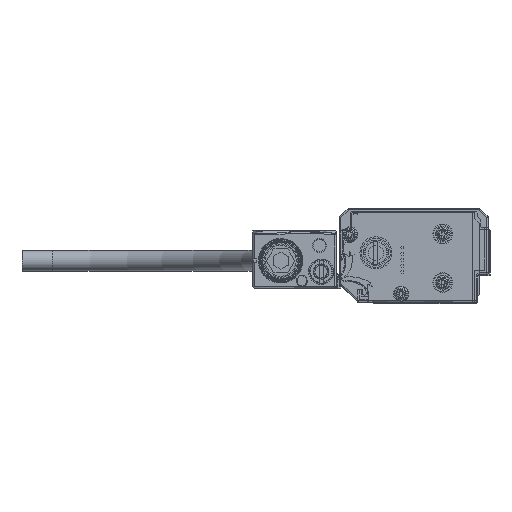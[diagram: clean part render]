
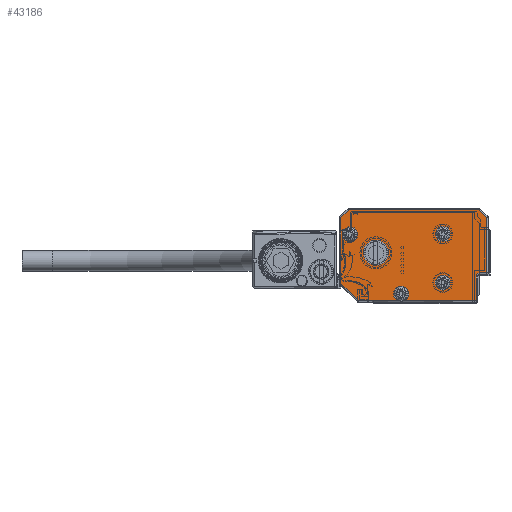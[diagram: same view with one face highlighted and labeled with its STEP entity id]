
A CAD part, left-side view. The second image highlights one B-rep face of the part: STEP entity #43186.
In plain terms, the highlighted planar face has unit normal (-1, 0, 0).
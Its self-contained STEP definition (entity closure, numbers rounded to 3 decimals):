
#42971=AXIS2_PLACEMENT_3D('Circle Axis2P3D',#42969,#42970,$) ;
#42999=AXIS2_PLACEMENT_3D('Circle Axis2P3D',#42997,#42998,$) ;
#43014=AXIS2_PLACEMENT_3D('Plane Axis2P3D',#43011,#43012,#43013) ;
#43018=AXIS2_PLACEMENT_3D('Circle Axis2P3D',#43016,#43017,$) ;
#43025=AXIS2_PLACEMENT_3D('Circle Axis2P3D',#43023,#43024,$) ;
#43032=AXIS2_PLACEMENT_3D('Circle Axis2P3D',#43030,#43031,$) ;
#43044=AXIS2_PLACEMENT_3D('Circle Axis2P3D',#43042,#43043,$) ;
#43116=AXIS2_PLACEMENT_3D('Circle Axis2P3D',#43114,#43115,$) ;
#43125=AXIS2_PLACEMENT_3D('Circle Axis2P3D',#43123,#43124,$) ;
#43134=AXIS2_PLACEMENT_3D('Circle Axis2P3D',#43132,#43133,$) ;
#43143=AXIS2_PLACEMENT_3D('Circle Axis2P3D',#43141,#43142,$) ;
#43152=AXIS2_PLACEMENT_3D('Circle Axis2P3D',#43150,#43151,$) ;
#43161=AXIS2_PLACEMENT_3D('Circle Axis2P3D',#43159,#43160,$) ;
#43170=AXIS2_PLACEMENT_3D('Circle Axis2P3D',#43168,#43169,$) ;
#43179=AXIS2_PLACEMENT_3D('Circle Axis2P3D',#43177,#43178,$) ;
#36430=CARTESIAN_POINT('Vertex',(-1473.,8.4,-1.)) ;
#36432=CARTESIAN_POINT('Vertex',(-1473.,7.,-1.)) ;
#36435=CARTESIAN_POINT('Line Origine',(-1473.,3.5,-1.)) ;
#36439=CARTESIAN_POINT('Vertex',(-1473.,21.793,-1.)) ;
#36451=CARTESIAN_POINT('Vertex',(-1473.,-17.,-1.)) ;
#36454=CARTESIAN_POINT('Line Origine',(-1473.,3.5,-1.)) ;
#42969=CARTESIAN_POINT('Axis2P3D Location',(-1473.,7.7,1.4)) ;
#42973=CARTESIAN_POINT('Vertex',(-1473.,5.2,1.4)) ;
#42994=CARTESIAN_POINT('Vertex',(-1473.,9.894,0.201)) ;
#42997=CARTESIAN_POINT('Axis2P3D Location',(-1473.,7.7,1.4)) ;
#43011=CARTESIAN_POINT('Axis2P3D Location',(-1473.,-21.5,13.5)) ;
#43016=CARTESIAN_POINT('Axis2P3D Location',(-1473.,7.7,1.4)) ;
#43020=CARTESIAN_POINT('Vertex',(-1473.,10.2,1.4)) ;
#43023=CARTESIAN_POINT('Axis2P3D Location',(-1473.,7.7,1.4)) ;
#43027=CARTESIAN_POINT('Vertex',(-1473.,5.506,2.599)) ;
#43030=CARTESIAN_POINT('Axis2P3D Location',(-1473.,7.7,1.4)) ;
#43035=CARTESIAN_POINT('Line Origine',(-1473.,-17.,3.1)) ;
#43039=CARTESIAN_POINT('Vertex',(-1473.,-17.,7.2)) ;
#43042=CARTESIAN_POINT('Axis2P3D Location',(-1473.,-18.,7.2)) ;
#43046=CARTESIAN_POINT('Vertex',(-1473.,-18.,8.2)) ;
#43049=CARTESIAN_POINT('Line Origine',(-1473.,-19.25,8.2)) ;
#43053=CARTESIAN_POINT('Vertex',(-1473.,-20.5,8.2)) ;
#43056=CARTESIAN_POINT('Line Origine',(-1473.,-20.5,17.246)) ;
#43060=CARTESIAN_POINT('Vertex',(-1473.,-20.5,26.293)) ;
#43063=CARTESIAN_POINT('Line Origine',(-1473.,-19.146,27.646)) ;
#43067=CARTESIAN_POINT('Vertex',(-1473.,-17.793,29.)) ;
#43070=CARTESIAN_POINT('Line Origine',(-1473.,3.5,29.)) ;
#43074=CARTESIAN_POINT('Vertex',(-1473.,24.793,29.)) ;
#43077=CARTESIAN_POINT('Line Origine',(-1473.,26.146,27.646)) ;
#43081=CARTESIAN_POINT('Vertex',(-1473.,27.5,26.293)) ;
#43084=CARTESIAN_POINT('Line Origine',(-1473.,27.5,15.5)) ;
#43088=CARTESIAN_POINT('Vertex',(-1473.,27.5,4.707)) ;
#43091=CARTESIAN_POINT('Line Origine',(-1473.,24.646,1.854)) ;
#43114=CARTESIAN_POINT('Axis2P3D Location',(-1473.,-6.,5.)) ;
#43118=CARTESIAN_POINT('Vertex',(-1473.,-3.806,3.801)) ;
#43120=CARTESIAN_POINT('Vertex',(-1473.,-8.194,6.199)) ;
#43123=CARTESIAN_POINT('Axis2P3D Location',(-1473.,-6.,5.)) ;
#43132=CARTESIAN_POINT('Axis2P3D Location',(-1473.,16.,14.8)) ;
#43136=CARTESIAN_POINT('Vertex',(-1473.,11.85,14.8)) ;
#43138=CARTESIAN_POINT('Vertex',(-1473.,20.15,14.8)) ;
#43141=CARTESIAN_POINT('Axis2P3D Location',(-1473.,16.,14.8)) ;
#43150=CARTESIAN_POINT('Axis2P3D Location',(-1473.,-6.,21.)) ;
#43154=CARTESIAN_POINT('Vertex',(-1473.,-8.194,22.199)) ;
#43156=CARTESIAN_POINT('Vertex',(-1473.,-3.806,19.801)) ;
#43159=CARTESIAN_POINT('Axis2P3D Location',(-1473.,-6.,21.)) ;
#43168=CARTESIAN_POINT('Axis2P3D Location',(-1473.,24.5,20.9)) ;
#43172=CARTESIAN_POINT('Vertex',(-1473.,22.306,22.099)) ;
#43174=CARTESIAN_POINT('Vertex',(-1473.,26.694,19.701)) ;
#43177=CARTESIAN_POINT('Axis2P3D Location',(-1473.,24.5,20.9)) ;
#36436=DIRECTION('Vector Direction',(0.,1.,0.)) ;
#36455=DIRECTION('Vector Direction',(0.,1.,0.)) ;
#42970=DIRECTION('Axis2P3D Direction',(-1.,0.,0.)) ;
#42998=DIRECTION('Axis2P3D Direction',(-1.,0.,0.)) ;
#43012=DIRECTION('Axis2P3D Direction',(1.,0.,0.)) ;
#43013=DIRECTION('Axis2P3D XDirection',(0.,1.,0.)) ;
#43017=DIRECTION('Axis2P3D Direction',(1.,0.,0.)) ;
#43024=DIRECTION('Axis2P3D Direction',(1.,0.,0.)) ;
#43031=DIRECTION('Axis2P3D Direction',(1.,0.,0.)) ;
#43036=DIRECTION('Vector Direction',(0.,0.,1.)) ;
#43043=DIRECTION('Axis2P3D Direction',(1.,0.,0.)) ;
#43050=DIRECTION('Vector Direction',(0.,-1.,0.)) ;
#43057=DIRECTION('Vector Direction',(0.,0.,1.)) ;
#43064=DIRECTION('Vector Direction',(0.,-0.707,-0.707)) ;
#43071=DIRECTION('Vector Direction',(0.,1.,0.)) ;
#43078=DIRECTION('Vector Direction',(0.,0.707,-0.707)) ;
#43085=DIRECTION('Vector Direction',(0.,0.,-1.)) ;
#43092=DIRECTION('Vector Direction',(0.,-0.707,-0.707)) ;
#43115=DIRECTION('Axis2P3D Direction',(1.,0.,0.)) ;
#43124=DIRECTION('Axis2P3D Direction',(1.,0.,0.)) ;
#43133=DIRECTION('Axis2P3D Direction',(1.,0.,0.)) ;
#43142=DIRECTION('Axis2P3D Direction',(1.,0.,0.)) ;
#43151=DIRECTION('Axis2P3D Direction',(1.,0.,0.)) ;
#43160=DIRECTION('Axis2P3D Direction',(1.,0.,0.)) ;
#43169=DIRECTION('Axis2P3D Direction',(1.,0.,0.)) ;
#43178=DIRECTION('Axis2P3D Direction',(1.,0.,0.)) ;
#36437=VECTOR('Line Direction',#36436,1.) ;
#36456=VECTOR('Line Direction',#36455,1.) ;
#43037=VECTOR('Line Direction',#43036,1.) ;
#43051=VECTOR('Line Direction',#43050,1.) ;
#43058=VECTOR('Line Direction',#43057,1.) ;
#43065=VECTOR('Line Direction',#43064,1.) ;
#43072=VECTOR('Line Direction',#43071,1.) ;
#43079=VECTOR('Line Direction',#43078,1.) ;
#43086=VECTOR('Line Direction',#43085,1.) ;
#43093=VECTOR('Line Direction',#43092,1.) ;
#43097=ORIENTED_EDGE('',*,*,#43001,.T.) ;
#43098=ORIENTED_EDGE('',*,*,#43022,.T.) ;
#43099=ORIENTED_EDGE('',*,*,#43029,.T.) ;
#43100=ORIENTED_EDGE('',*,*,#43034,.T.) ;
#43101=ORIENTED_EDGE('',*,*,#42975,.T.) ;
#43102=ORIENTED_EDGE('',*,*,#36458,.F.) ;
#43103=ORIENTED_EDGE('',*,*,#43041,.F.) ;
#43104=ORIENTED_EDGE('',*,*,#43048,.F.) ;
#43105=ORIENTED_EDGE('',*,*,#43055,.F.) ;
#43106=ORIENTED_EDGE('',*,*,#43062,.F.) ;
#43107=ORIENTED_EDGE('',*,*,#43069,.F.) ;
#43108=ORIENTED_EDGE('',*,*,#43076,.F.) ;
#43109=ORIENTED_EDGE('',*,*,#43083,.F.) ;
#43110=ORIENTED_EDGE('',*,*,#43090,.F.) ;
#43111=ORIENTED_EDGE('',*,*,#43095,.F.) ;
#43112=ORIENTED_EDGE('',*,*,#36441,.F.) ;
#43129=ORIENTED_EDGE('',*,*,#43122,.T.) ;
#43130=ORIENTED_EDGE('',*,*,#43127,.T.) ;
#43147=ORIENTED_EDGE('',*,*,#43140,.T.) ;
#43148=ORIENTED_EDGE('',*,*,#43145,.T.) ;
#43165=ORIENTED_EDGE('',*,*,#43158,.T.) ;
#43166=ORIENTED_EDGE('',*,*,#43163,.T.) ;
#43183=ORIENTED_EDGE('',*,*,#43176,.T.) ;
#43184=ORIENTED_EDGE('',*,*,#43181,.T.) ;
#43131=FACE_BOUND('',#43128,.T.) ;
#43149=FACE_BOUND('',#43146,.T.) ;
#43167=FACE_BOUND('',#43164,.T.) ;
#43185=FACE_BOUND('',#43182,.T.) ;
#43186=ADVANCED_FACE('\X2\FF8AFF9FFF70FF82\X0\ \X2\FF8EFF9EFF83FF9EFF68FF70\X0\',(#43113,#43131,#43149,#43167,#43185),#43015,.F.) ;
#42972=CIRCLE('generated circle',#42971,2.5) ;
#43000=CIRCLE('generated circle',#42999,2.5) ;
#43019=CIRCLE('generated circle',#43018,2.5) ;
#43026=CIRCLE('generated circle',#43025,2.5) ;
#43033=CIRCLE('generated circle',#43032,2.5) ;
#43045=CIRCLE('generated circle',#43044,1.) ;
#43117=CIRCLE('generated circle',#43116,2.5) ;
#43126=CIRCLE('generated circle',#43125,2.5) ;
#43135=CIRCLE('generated circle',#43134,4.15) ;
#43144=CIRCLE('generated circle',#43143,4.15) ;
#43153=CIRCLE('generated circle',#43152,2.5) ;
#43162=CIRCLE('generated circle',#43161,2.5) ;
#43171=CIRCLE('generated circle',#43170,2.5) ;
#43180=CIRCLE('generated circle',#43179,2.5) ;
#36441=EDGE_CURVE('',#36431,#36440,#36438,.T.) ;
#36458=EDGE_CURVE('',#36452,#36433,#36457,.T.) ;
#42975=EDGE_CURVE('',#42974,#36433,#42972,.F.) ;
#43001=EDGE_CURVE('',#36431,#42995,#43000,.F.) ;
#43022=EDGE_CURVE('',#42995,#43021,#43019,.T.) ;
#43029=EDGE_CURVE('',#43021,#43028,#43026,.T.) ;
#43034=EDGE_CURVE('',#43028,#42974,#43033,.T.) ;
#43041=EDGE_CURVE('',#43040,#36452,#43038,.F.) ;
#43048=EDGE_CURVE('',#43047,#43040,#43045,.F.) ;
#43055=EDGE_CURVE('',#43054,#43047,#43052,.F.) ;
#43062=EDGE_CURVE('',#43061,#43054,#43059,.F.) ;
#43069=EDGE_CURVE('',#43068,#43061,#43066,.T.) ;
#43076=EDGE_CURVE('',#43075,#43068,#43073,.F.) ;
#43083=EDGE_CURVE('',#43082,#43075,#43080,.F.) ;
#43090=EDGE_CURVE('',#43089,#43082,#43087,.F.) ;
#43095=EDGE_CURVE('',#36440,#43089,#43094,.F.) ;
#43122=EDGE_CURVE('',#43119,#43121,#43117,.T.) ;
#43127=EDGE_CURVE('',#43121,#43119,#43126,.T.) ;
#43140=EDGE_CURVE('',#43137,#43139,#43135,.T.) ;
#43145=EDGE_CURVE('',#43139,#43137,#43144,.T.) ;
#43158=EDGE_CURVE('',#43155,#43157,#43153,.T.) ;
#43163=EDGE_CURVE('',#43157,#43155,#43162,.T.) ;
#43176=EDGE_CURVE('',#43173,#43175,#43171,.T.) ;
#43181=EDGE_CURVE('',#43175,#43173,#43180,.T.) ;
#43096=EDGE_LOOP('',(#43097,#43098,#43099,#43100,#43101,#43102,#43103,#43104,#43105,#43106,#43107,#43108,#43109,#43110,#43111,#43112)) ;
#43128=EDGE_LOOP('',(#43129,#43130)) ;
#43146=EDGE_LOOP('',(#43147,#43148)) ;
#43164=EDGE_LOOP('',(#43165,#43166)) ;
#43182=EDGE_LOOP('',(#43183,#43184)) ;
#43113=FACE_OUTER_BOUND('',#43096,.T.) ;
#36438=LINE('Line',#36435,#36437) ;
#36457=LINE('Line',#36454,#36456) ;
#43038=LINE('Line',#43035,#43037) ;
#43052=LINE('Line',#43049,#43051) ;
#43059=LINE('Line',#43056,#43058) ;
#43066=LINE('Line',#43063,#43065) ;
#43073=LINE('Line',#43070,#43072) ;
#43080=LINE('Line',#43077,#43079) ;
#43087=LINE('Line',#43084,#43086) ;
#43094=LINE('Line',#43091,#43093) ;
#43015=PLANE('Plane',#43014) ;
#36431=VERTEX_POINT('',#36430) ;
#36433=VERTEX_POINT('',#36432) ;
#36440=VERTEX_POINT('',#36439) ;
#36452=VERTEX_POINT('',#36451) ;
#42974=VERTEX_POINT('',#42973) ;
#42995=VERTEX_POINT('',#42994) ;
#43021=VERTEX_POINT('',#43020) ;
#43028=VERTEX_POINT('',#43027) ;
#43040=VERTEX_POINT('',#43039) ;
#43047=VERTEX_POINT('',#43046) ;
#43054=VERTEX_POINT('',#43053) ;
#43061=VERTEX_POINT('',#43060) ;
#43068=VERTEX_POINT('',#43067) ;
#43075=VERTEX_POINT('',#43074) ;
#43082=VERTEX_POINT('',#43081) ;
#43089=VERTEX_POINT('',#43088) ;
#43119=VERTEX_POINT('',#43118) ;
#43121=VERTEX_POINT('',#43120) ;
#43137=VERTEX_POINT('',#43136) ;
#43139=VERTEX_POINT('',#43138) ;
#43155=VERTEX_POINT('',#43154) ;
#43157=VERTEX_POINT('',#43156) ;
#43173=VERTEX_POINT('',#43172) ;
#43175=VERTEX_POINT('',#43174) ;
